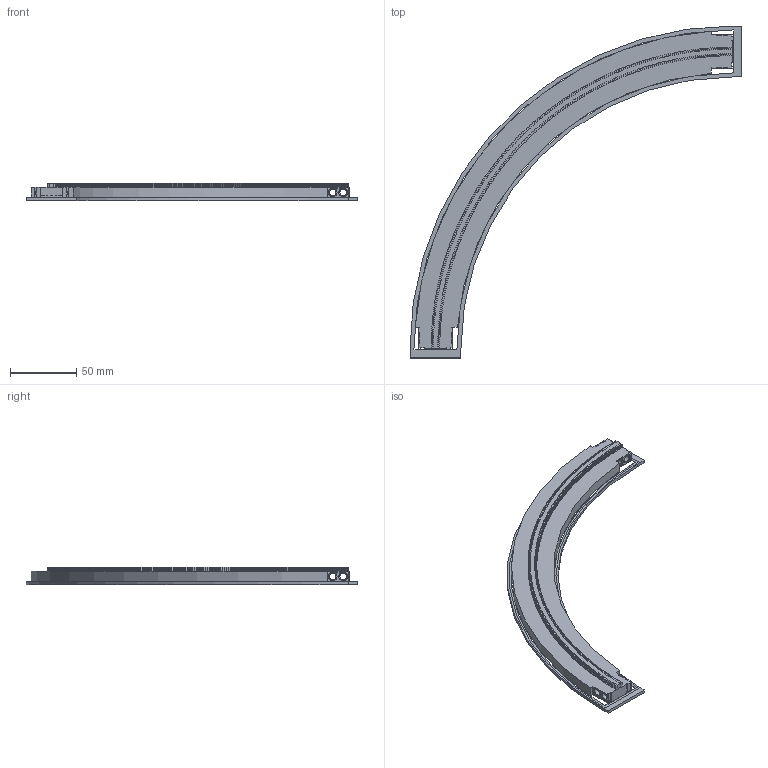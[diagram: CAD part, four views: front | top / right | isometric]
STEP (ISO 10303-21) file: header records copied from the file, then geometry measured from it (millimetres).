
FILE_DESCRIPTION(('Open CASCADE Model'),'2;1');
FILE_NAME('Open CASCADE Shape Model','2025-01-19T19:01:52',('Author'),( 'Open CASCADE'),'Open CASCADE STEP processor 7.7','Open CASCADE 7.7' ,'Unknown');
FILE_SCHEMA(('AUTOMOTIVE_DESIGN { 1 0 10303 214 1 1 1 1 }'));
Length unit declared in the file: millimetre
Products named in the file (4): Open CASCADE STEP translator 7.7 80; Open CASCADE STEP translator 7.7 80.1; Open CASCADE STEP translator 7.7 80.1.1; Open CASCADE STEP translator 7.7 80.1.2
Assembly tree (3 placements, depth 3):
  Open CASCADE STEP translator 7.7 80
    Open CASCADE STEP translator 7.7 80.1
      Open CASCADE STEP translator 7.7 80.1.1
      Open CASCADE STEP translator 7.7 80.1.2
Bounding box: 250.3 x 250.3 x 13.2 mm (x, y, z)
Volume: 92564.7 mm3; surface area: 44808.9 mm2
Topology: 2 solids, 2 shells, 2505 faces, 7416 edges, 4928 vertices
Faces by surface type: plane 2017, cylinder 486, cone 2
Full cylindrical faces by diameter (mm): 5 x8, 6.6 x8
Entity records: 180906 total; most frequent: CARTESIAN_POINT 32741, DIRECTION 27756, LINE 20246, VECTOR 20246, ORIENTED_EDGE 14832, PCURVE 14832, DEFINITIONAL_REPRESENTATION 14832, EDGE_CURVE 7416
